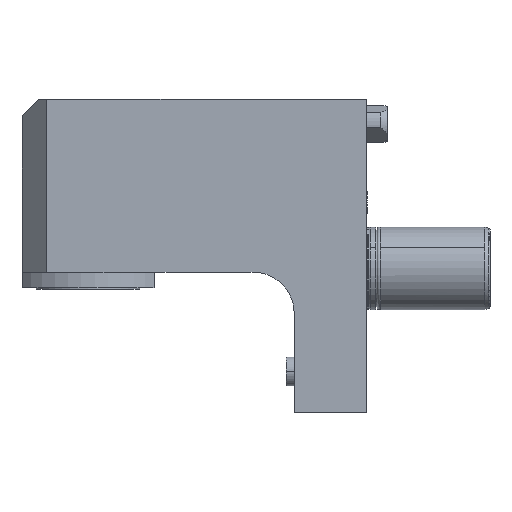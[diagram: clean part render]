
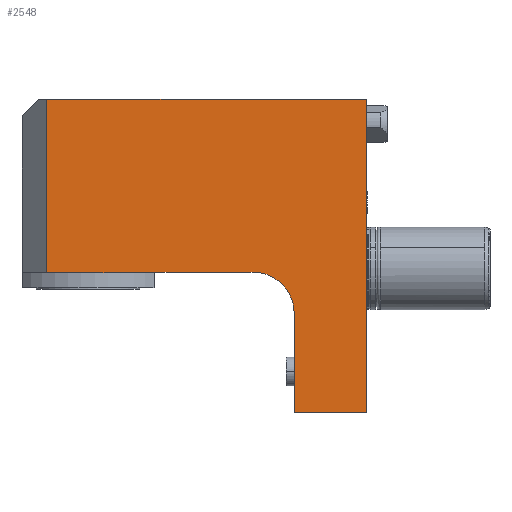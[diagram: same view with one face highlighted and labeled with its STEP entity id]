
A CAD part, front view. The second image highlights one B-rep face of the part: STEP entity #2548.
In plain terms, the highlighted planar face has unit normal (0, -1, 0).
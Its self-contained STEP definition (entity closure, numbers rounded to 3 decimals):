
#327=CARTESIAN_POINT('',(-55.,-42.,-21.8));
#328=DIRECTION('',(0.,1.,0.));
#329=DIRECTION('',(0.,0.,1.));
#330=AXIS2_PLACEMENT_3D('',#327,#328,#329);
#337=DIRECTION('',(0.,0.,1.));
#338=VECTOR('',#337,48.2);
#339=CARTESIAN_POINT('',(-35.,-42.,-70.));
#340=LINE('',#339,#338);
#341=DIRECTION('',(-1.,0.,0.));
#342=VECTOR('',#341,42.01);
#343=CARTESIAN_POINT('',(-55.,-42.,-1.8));
#344=LINE('',#343,#342);
#345=DIRECTION('',(1.,0.,0.));
#346=VECTOR('',#345,56.);
#347=CARTESIAN_POINT('',(-155.,-42.,-2.));
#348=LINE('',#347,#346);
#349=DIRECTION('',(0.,0.,1.));
#350=VECTOR('',#349,84.);
#351=CARTESIAN_POINT('',(-155.,-42.,-2.));
#352=LINE('',#351,#350);
#353=DIRECTION('',(1.,0.,0.));
#354=VECTOR('',#353,155.);
#355=CARTESIAN_POINT('',(-155.,-42.,82.));
#356=LINE('',#355,#354);
#357=DIRECTION('',(1.,0.,0.));
#358=VECTOR('',#357,35.);
#359=CARTESIAN_POINT('',(-35.,-42.,-70.));
#360=LINE('',#359,#358);
#391=DIRECTION('',(0.,0.,-1.));
#392=VECTOR('',#391,152.);
#393=CARTESIAN_POINT('',(0.,-42.,82.));
#394=LINE('',#393,#392);
#1510=CARTESIAN_POINT('',(-97.01,-42.,-11.8));
#1511=DIRECTION('',(0.,1.,0.));
#1512=DIRECTION('',(-0.199,0.,0.98));
#1513=AXIS2_PLACEMENT_3D('',#1510,#1511,#1512);
#1710=CARTESIAN_POINT('',(-35.,-42.,-70.));
#1711=CARTESIAN_POINT('',(0.,-42.,-70.));
#1712=VERTEX_POINT('',#1710);
#1713=VERTEX_POINT('',#1711);
#1715=CARTESIAN_POINT('',(0.,-42.,82.));
#1717=VERTEX_POINT('',#1715);
#1718=CARTESIAN_POINT('',(-155.,-42.,-2.));
#1719=CARTESIAN_POINT('',(-155.,-42.,82.));
#1720=VERTEX_POINT('',#1718);
#1721=VERTEX_POINT('',#1719);
#1738=CARTESIAN_POINT('',(-99.,-42.,-2.));
#1740=VERTEX_POINT('',#1738);
#1742=CARTESIAN_POINT('',(-97.01,-42.,-1.8));
#1744=VERTEX_POINT('',#1742);
#1746=CARTESIAN_POINT('',(-55.,-42.,-1.8));
#1748=VERTEX_POINT('',#1746);
#1750=CARTESIAN_POINT('',(-35.,-42.,-21.8));
#1752=VERTEX_POINT('',#1750);
#2527=CARTESIAN_POINT('',(-167.,-42.,-85.212));
#2528=DIRECTION('',(0.,-1.,0.));
#2529=DIRECTION('',(0.,0.,1.));
#2530=AXIS2_PLACEMENT_3D('',#2527,#2528,#2529);
#2531=PLANE('',#2530);
#2533=ORIENTED_EDGE('',*,*,#2532,.T.);
#2534=ORIENTED_EDGE('',*,*,#2519,.F.);
#2535=ORIENTED_EDGE('',*,*,#2508,.T.);
#2537=ORIENTED_EDGE('',*,*,#2536,.F.);
#2538=ORIENTED_EDGE('',*,*,#2206,.F.);
#2539=ORIENTED_EDGE('',*,*,#2438,.T.);
#2541=ORIENTED_EDGE('',*,*,#2540,.T.);
#2543=ORIENTED_EDGE('',*,*,#2542,.T.);
#2545=ORIENTED_EDGE('',*,*,#2544,.F.);
#2546=EDGE_LOOP('',(#2533,#2534,#2535,#2537,#2538,#2539,#2541,#2543,#2545));
#2547=FACE_OUTER_BOUND('',#2546,.F.);
#2548=ADVANCED_FACE('',(#2547),#2531,.T.);
#331=CIRCLE('',#330,20.);
#1514=CIRCLE('',#1513,10.);
#2206=EDGE_CURVE('',#1720,#1740,#348,.T.);
#2438=EDGE_CURVE('',#1720,#1721,#352,.T.);
#2508=EDGE_CURVE('',#1748,#1744,#344,.T.);
#2519=EDGE_CURVE('',#1748,#1752,#331,.T.);
#2532=EDGE_CURVE('',#1712,#1752,#340,.T.);
#2536=EDGE_CURVE('',#1740,#1744,#1514,.T.);
#2540=EDGE_CURVE('',#1721,#1717,#356,.T.);
#2542=EDGE_CURVE('',#1717,#1713,#394,.T.);
#2544=EDGE_CURVE('',#1712,#1713,#360,.T.);
